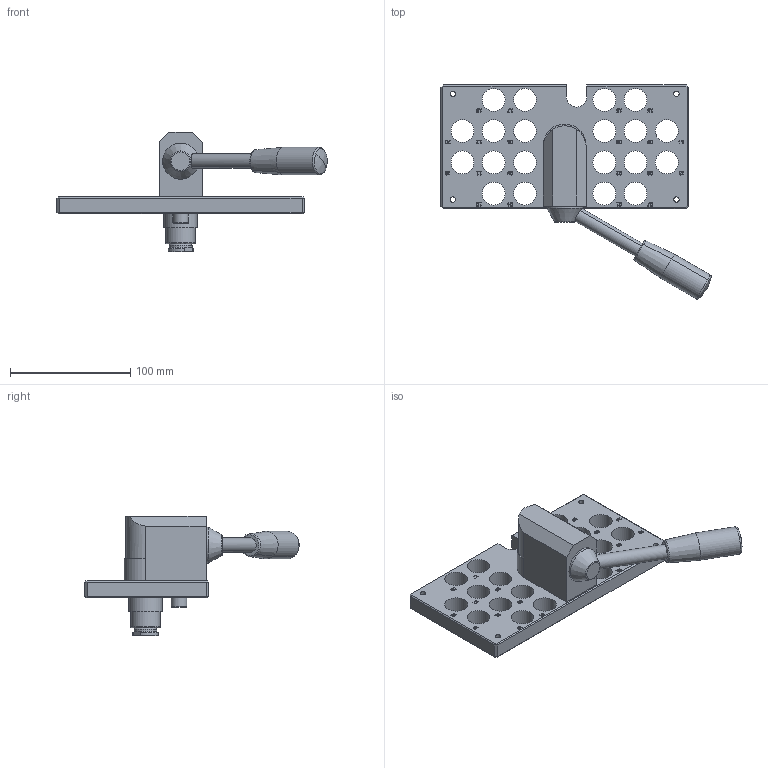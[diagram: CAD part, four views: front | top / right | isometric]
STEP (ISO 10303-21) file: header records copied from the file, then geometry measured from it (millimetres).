
FILE_DESCRIPTION(/* description */ (''),/* implementation_level */ '2;1');
FILE_NAME(/* name */ 'MKMF20.stp',/* time_stamp */ '2023-04-25T09:13:06+02:00',/* author */ ('meier'),/* organization */ (''),/* preprocessor_version */ 'ST-DEVELOPER v18.1',/* originating_system */ 'Autodesk Inventor 2022',/* authorisation */ '0 mm^3');
FILE_SCHEMA (('AUTOMOTIVE_DESIGN { 1 0 10303 214 3 1 1 }'));
Length unit declared in the file: millimetre
Products named in the file (1): LUE_00039817
Bounding box: 224.91 x 178.39 x 99.1 mm (x, y, z)
Volume: 382523.2 mm3; surface area: 80289.1 mm2
Topology: 1 solids, 4 shells, 767 faces, 2027 edges, 1343 vertices
Faces by surface type: bspline 355, plane 344, cylinder 48, cone 9, torus 9, sphere 2
Full cylindrical faces by diameter (mm): 4.134 x1, 4.5 x4, 6.647 x1, 8 x5, 9 x1, 13 x1, 19 x21, 24.5 x1, 28 x1, 28.2 x1, 30 x1
Entity records: 27597 total; most frequent: CARTESIAN_POINT 9996, ORIENTED_EDGE 4048, DIRECTION 2250, EDGE_CURVE 2024, VERTEX_POINT 1340, LINE 1176, VECTOR 1176, EDGE_LOOP 892
